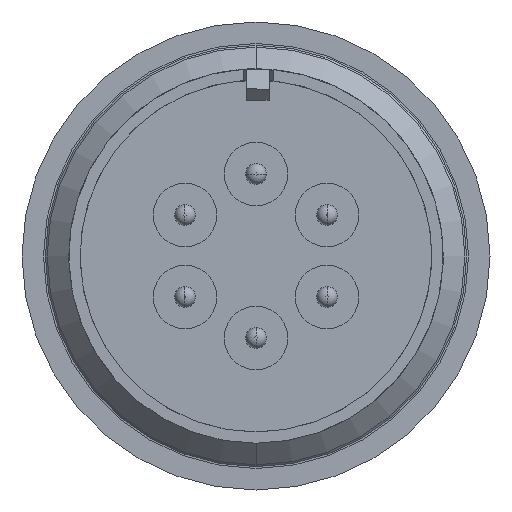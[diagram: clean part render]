
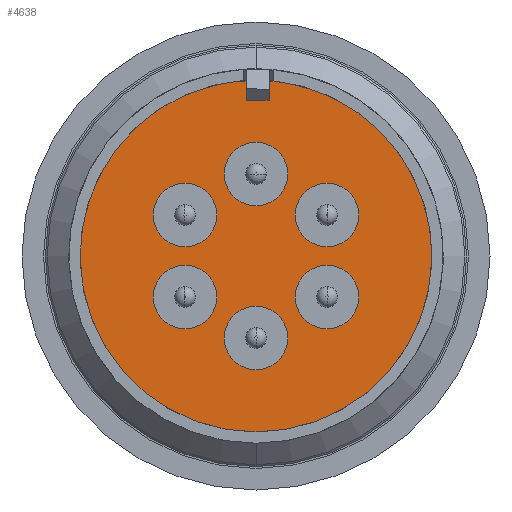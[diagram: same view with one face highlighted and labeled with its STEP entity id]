
A CAD part, front view. The second image highlights one B-rep face of the part: STEP entity #4638.
In plain terms, the highlighted planar face has unit normal (0, -1, 0).
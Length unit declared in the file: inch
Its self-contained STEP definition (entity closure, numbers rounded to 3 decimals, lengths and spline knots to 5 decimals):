
#217 = CIRCLE ( 'NONE', #4558, 0.085 ) ;
#223 = CIRCLE ( 'NONE', #4560, 0.085 ) ;
#229 = CIRCLE ( 'NONE', #4562, 0.085 ) ;
#235 = CIRCLE ( 'NONE', #4564, 0.085 ) ;
#241 = CIRCLE ( 'NONE', #1955, 0.085 ) ;
#703 = EDGE_CURVE ( 'NONE', #3745, #3744, #3357, .T. ) ;
#704 = EDGE_CURVE ( 'NONE', #3741, #3740, #3355, .T. ) ;
#705 = EDGE_CURVE ( 'NONE', #3737, #3736, #3354, .T. ) ;
#706 = EDGE_CURVE ( 'NONE', #3733, #3732, #3353, .T. ) ;
#707 = EDGE_CURVE ( 'NONE', #3729, #3718, #3352, .T. ) ;
#708 = EDGE_CURVE ( 'NONE', #3706, #3728, #3351, .T. ) ;
#710 = EDGE_CURVE ( 'NONE', #3712, #3720, #3356, .T. ) ;
#1267 = PLANE ( 'NONE',  #4475 ) ;
#1273 = CARTESIAN_POINT ( 'NONE',  ( 0., 0.39565, 0. ) ) ;
#1285 = DIRECTION ( 'NONE',  ( 0., 1., 0. ) ) ;
#1324 = DIRECTION ( 'NONE',  ( 0., 0., 1. ) ) ;
#1340 = CARTESIAN_POINT ( 'NONE',  ( 0., 0.39565, -0.134 ) ) ;
#1343 = CARTESIAN_POINT ( 'NONE',  ( 0., 0.39565, -0.304 ) ) ;
#1347 = CARTESIAN_POINT ( 'NONE',  ( 0.18966, 0.39565, 0.1945 ) ) ;
#1351 = CARTESIAN_POINT ( 'NONE',  ( 0.18966, 0.39565, 0.0245 ) ) ;
#1354 = CARTESIAN_POINT ( 'NONE',  ( -0.18966, 0.39565, 0.1945 ) ) ;
#1356 = CARTESIAN_POINT ( 'NONE',  ( -0.18966, 0.39565, 0.0245 ) ) ;
#1359 = CARTESIAN_POINT ( 'NONE',  ( -0.27466, 0.39565, -0.1095 ) ) ;
#1360 = CARTESIAN_POINT ( 'NONE',  ( -0.10466, 0.39565, -0.1095 ) ) ;
#1363 = CARTESIAN_POINT ( 'NONE',  ( 0., 0.39565, 0.304 ) ) ;
#1364 = CARTESIAN_POINT ( 'NONE',  ( 0.18966, 0.39565, -0.1945 ) ) ;
#1374 = CARTESIAN_POINT ( 'NONE',  ( 0., 0.39565, 0.51 ) ) ;
#1376 = CARTESIAN_POINT ( 'NONE',  ( 0., 0.39565, 0.134 ) ) ;
#1382 = CARTESIAN_POINT ( 'NONE',  ( 0., 0.39565, -0.51 ) ) ;
#1388 = CARTESIAN_POINT ( 'NONE',  ( 0.18966, 0.39565, -0.0245 ) ) ;
#1419 = DIRECTION ( 'NONE',  ( 0., 0., 1. ) ) ;
#1420 = DIRECTION ( 'NONE',  ( 0., 1., 0. ) ) ;
#1421 = CARTESIAN_POINT ( 'NONE',  ( 0., 0.39565, 0. ) ) ;
#1955 = AXIS2_PLACEMENT_3D ( 'NONE', #4262, #4261, #4456 ) ;
#2078 = EDGE_CURVE ( 'NONE', #3728, #3706, #3287, .T. ) ;
#2112 = EDGE_CURVE ( 'NONE', #3720, #3712, #3255, .T. ) ;
#2150 = DIRECTION ( 'NONE',  ( 0., 1., 0. ) ) ;
#2151 = DIRECTION ( 'NONE',  ( 0., 0., 1. ) ) ;
#2152 = DIRECTION ( 'NONE',  ( 0., 0., -1. ) ) ;
#2153 = DIRECTION ( 'NONE',  ( 0., -1., 0. ) ) ;
#2154 = CARTESIAN_POINT ( 'NONE',  ( 0.18966, 0.39565, -0.1095 ) ) ;
#2155 = CARTESIAN_POINT ( 'NONE',  ( 0., 0.39565, 0. ) ) ;
#2171 = DIRECTION ( 'NONE',  ( 0., -1., 0. ) ) ;
#2172 = DIRECTION ( 'NONE',  ( 0., 0., -1. ) ) ;
#2175 = CARTESIAN_POINT ( 'NONE',  ( 0.18966, 0.39565, -0.1095 ) ) ;
#2180 = DIRECTION ( 'NONE',  ( 0., 0., -1. ) ) ;
#2183 = DIRECTION ( 'NONE',  ( 0., -1., 0. ) ) ;
#2186 = CARTESIAN_POINT ( 'NONE',  ( 0., 0.39565, 0.219 ) ) ;
#2189 = DIRECTION ( 'NONE',  ( 0., -1., 0. ) ) ;
#2190 = DIRECTION ( 'NONE',  ( 1., 0., 0. ) ) ;
#2193 = CARTESIAN_POINT ( 'NONE',  ( -0.18966, 0.39565, -0.1095 ) ) ;
#2197 = DIRECTION ( 'NONE',  ( 0., 0., -1. ) ) ;
#2201 = DIRECTION ( 'NONE',  ( 0., -1., 0. ) ) ;
#2202 = CARTESIAN_POINT ( 'NONE',  ( -0.18966, 0.39565, 0.1095 ) ) ;
#2207 = DIRECTION ( 'NONE',  ( 0., 0., -1. ) ) ;
#2208 = DIRECTION ( 'NONE',  ( 0., -1., 0. ) ) ;
#2211 = CARTESIAN_POINT ( 'NONE',  ( 0.18966, 0.39565, 0.1095 ) ) ;
#2212 = DIRECTION ( 'NONE',  ( 0., 0., -1. ) ) ;
#2214 = DIRECTION ( 'NONE',  ( 0., -1., 0. ) ) ;
#2215 = CARTESIAN_POINT ( 'NONE',  ( 0., 0.39565, -0.219 ) ) ;
#3100 = FACE_OUTER_BOUND ( 'NONE', #6638, .T. ) ;
#3102 = FACE_BOUND ( 'NONE', #6613, .T. ) ;
#3103 = FACE_BOUND ( 'NONE', #6623, .T. ) ;
#3104 = FACE_BOUND ( 'NONE', #6637, .T. ) ;
#3106 = FACE_BOUND ( 'NONE', #6625, .T. ) ;
#3108 = FACE_BOUND ( 'NONE', #6635, .T. ) ;
#3110 = FACE_BOUND ( 'NONE', #6636, .T. ) ;
#3255 = CIRCLE ( 'NONE', #7096, 0.51 ) ;
#3287 = CIRCLE ( 'NONE', #7109, 0.085 ) ;
#3351 = CIRCLE ( 'NONE', #7124, 0.085 ) ;
#3352 = CIRCLE ( 'NONE', #7125, 0.085 ) ;
#3353 = CIRCLE ( 'NONE', #7126, 0.085 ) ;
#3354 = CIRCLE ( 'NONE', #7127, 0.085 ) ;
#3355 = CIRCLE ( 'NONE', #7128, 0.085 ) ;
#3356 = CIRCLE ( 'NONE', #7122, 0.51 ) ;
#3357 = CIRCLE ( 'NONE', #7129, 0.085 ) ;
#3706 = VERTEX_POINT ( 'NONE', #1388 ) ;
#3712 = VERTEX_POINT ( 'NONE', #1382 ) ;
#3718 = VERTEX_POINT ( 'NONE', #1376 ) ;
#3720 = VERTEX_POINT ( 'NONE', #1374 ) ;
#3728 = VERTEX_POINT ( 'NONE', #1364 ) ;
#3729 = VERTEX_POINT ( 'NONE', #1363 ) ;
#3732 = VERTEX_POINT ( 'NONE', #1360 ) ;
#3733 = VERTEX_POINT ( 'NONE', #1359 ) ;
#3736 = VERTEX_POINT ( 'NONE', #1356 ) ;
#3737 = VERTEX_POINT ( 'NONE', #1354 ) ;
#3740 = VERTEX_POINT ( 'NONE', #1351 ) ;
#3741 = VERTEX_POINT ( 'NONE', #1347 ) ;
#3744 = VERTEX_POINT ( 'NONE', #1343 ) ;
#3745 = VERTEX_POINT ( 'NONE', #1340 ) ;
#4140 = ORIENTED_EDGE ( 'NONE', *, *, #2078, .F. ) ;
#4141 = ORIENTED_EDGE ( 'NONE', *, *, #708, .F. ) ;
#4142 = ORIENTED_EDGE ( 'NONE', *, *, #5370, .F. ) ;
#4143 = ORIENTED_EDGE ( 'NONE', *, *, #707, .F. ) ;
#4144 = ORIENTED_EDGE ( 'NONE', *, *, #5374, .F. ) ;
#4145 = ORIENTED_EDGE ( 'NONE', *, *, #706, .F. ) ;
#4146 = ORIENTED_EDGE ( 'NONE', *, *, #5378, .F. ) ;
#4147 = ORIENTED_EDGE ( 'NONE', *, *, #705, .F. ) ;
#4156 = ORIENTED_EDGE ( 'NONE', *, *, #5382, .F. ) ;
#4157 = ORIENTED_EDGE ( 'NONE', *, *, #704, .F. ) ;
#4158 = ORIENTED_EDGE ( 'NONE', *, *, #5386, .F. ) ;
#4159 = ORIENTED_EDGE ( 'NONE', *, *, #703, .F. ) ;
#4160 = ORIENTED_EDGE ( 'NONE', *, *, #2112, .F. ) ;
#4161 = ORIENTED_EDGE ( 'NONE', *, *, #710, .F. ) ;
#4261 = DIRECTION ( 'NONE',  ( 0., -1., 0. ) ) ;
#4262 = CARTESIAN_POINT ( 'NONE',  ( 0., 0.39565, 0.219 ) ) ;
#4403 = DIRECTION ( 'NONE',  ( 0., 0., -1. ) ) ;
#4404 = DIRECTION ( 'NONE',  ( 0., -1., 0. ) ) ;
#4405 = CARTESIAN_POINT ( 'NONE',  ( 0., 0.39565, -0.219 ) ) ;
#4417 = DIRECTION ( 'NONE',  ( 0., 0., -1. ) ) ;
#4420 = DIRECTION ( 'NONE',  ( 0., -1., 0. ) ) ;
#4421 = CARTESIAN_POINT ( 'NONE',  ( 0.18966, 0.39565, 0.1095 ) ) ;
#4433 = DIRECTION ( 'NONE',  ( 0., 0., -1. ) ) ;
#4434 = DIRECTION ( 'NONE',  ( 0., -1., 0. ) ) ;
#4435 = CARTESIAN_POINT ( 'NONE',  ( -0.18966, 0.39565, 0.1095 ) ) ;
#4443 = DIRECTION ( 'NONE',  ( 1., 0., 0. ) ) ;
#4445 = DIRECTION ( 'NONE',  ( 0., -1., 0. ) ) ;
#4448 = CARTESIAN_POINT ( 'NONE',  ( -0.18966, 0.39565, -0.1095 ) ) ;
#4456 = DIRECTION ( 'NONE',  ( 0., 0., -1. ) ) ;
#4475 = AXIS2_PLACEMENT_3D ( 'NONE', #1273, #1285, #1324 ) ;
#4558 = AXIS2_PLACEMENT_3D ( 'NONE', #4405, #4404, #4403 ) ;
#4560 = AXIS2_PLACEMENT_3D ( 'NONE', #4421, #4420, #4417 ) ;
#4562 = AXIS2_PLACEMENT_3D ( 'NONE', #4435, #4434, #4433 ) ;
#4564 = AXIS2_PLACEMENT_3D ( 'NONE', #4448, #4445, #4443 ) ;
#4638 = ADVANCED_FACE ( 'NONE', ( #3110, #3106, #3103, #3108, #3102, #3104, #3100 ), #1267, .F. ) ;
#5370 = EDGE_CURVE ( 'NONE', #3718, #3729, #241, .T. ) ;
#5374 = EDGE_CURVE ( 'NONE', #3732, #3733, #235, .T. ) ;
#5378 = EDGE_CURVE ( 'NONE', #3736, #3737, #229, .T. ) ;
#5382 = EDGE_CURVE ( 'NONE', #3740, #3741, #223, .T. ) ;
#5386 = EDGE_CURVE ( 'NONE', #3744, #3745, #217, .T. ) ;
#6613 = EDGE_LOOP ( 'NONE', ( #4156, #4157 ) ) ;
#6623 = EDGE_LOOP ( 'NONE', ( #4144, #4145 ) ) ;
#6625 = EDGE_LOOP ( 'NONE', ( #4142, #4143 ) ) ;
#6635 = EDGE_LOOP ( 'NONE', ( #4146, #4147 ) ) ;
#6636 = EDGE_LOOP ( 'NONE', ( #4140, #4141 ) ) ;
#6637 = EDGE_LOOP ( 'NONE', ( #4158, #4159 ) ) ;
#6638 = EDGE_LOOP ( 'NONE', ( #4160, #4161 ) ) ;
#7096 = AXIS2_PLACEMENT_3D ( 'NONE', #1421, #1420, #1419 ) ;
#7109 = AXIS2_PLACEMENT_3D ( 'NONE', #2154, #2153, #2152 ) ;
#7122 = AXIS2_PLACEMENT_3D ( 'NONE', #2155, #2150, #2151 ) ;
#7124 = AXIS2_PLACEMENT_3D ( 'NONE', #2175, #2171, #2172 ) ;
#7125 = AXIS2_PLACEMENT_3D ( 'NONE', #2186, #2183, #2180 ) ;
#7126 = AXIS2_PLACEMENT_3D ( 'NONE', #2193, #2189, #2190 ) ;
#7127 = AXIS2_PLACEMENT_3D ( 'NONE', #2202, #2201, #2197 ) ;
#7128 = AXIS2_PLACEMENT_3D ( 'NONE', #2211, #2208, #2207 ) ;
#7129 = AXIS2_PLACEMENT_3D ( 'NONE', #2215, #2214, #2212 ) ;
